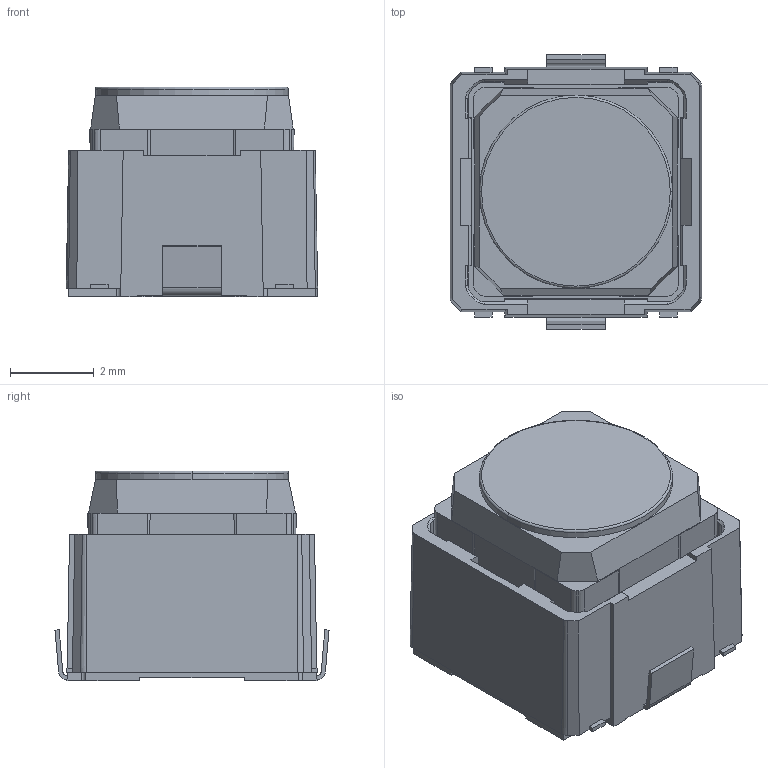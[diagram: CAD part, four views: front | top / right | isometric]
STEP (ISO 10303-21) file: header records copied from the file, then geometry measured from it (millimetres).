
FILE_DESCRIPTION (( 'STEP AP214' ), '1' );
FILE_NAME ('ƒ‚ƒfƒ‹.STEP', '2013-05-30T06:54:55', ( ' ' ), ( '' ), 'SwSTEP 2.0', 'SolidWorks 2012', '' );
FILE_SCHEMA (( 'AUTOMOTIVE_DESIGN' ));
Length unit declared in the file: millimetre
Products named in the file (2): モデル; 樹脂-1
Assembly tree (1 placements, depth 2):
  モデル
    樹脂-1
Bounding box: 6 x 6.53 x 5 mm (x, y, z)
Volume: 127.2 mm3; surface area: 280.1 mm2
Topology: 1 solids, 5 shells, 531 faces, 1389 edges, 891 vertices
Faces by surface type: plane 333, cylinder 105, cone 54, torus 34, bspline 5
Entity records: 19382 total; most frequent: CARTESIAN_POINT 3328, ORIENTED_EDGE 2778, DIRECTION 2673, EDGE_CURVE 1389, LINE 985, VECTOR 985, VERTEX_POINT 891, AXIS2_PLACEMENT_3D 844
